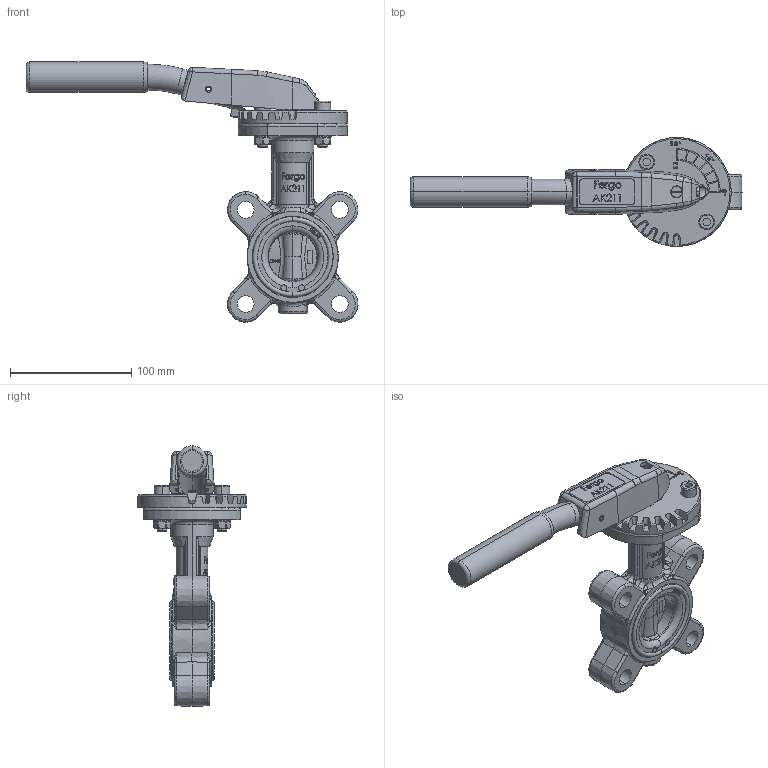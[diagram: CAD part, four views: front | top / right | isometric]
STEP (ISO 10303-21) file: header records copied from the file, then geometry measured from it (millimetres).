
FILE_DESCRIPTION (( 'STEP AP214' ), '1' );
FILE_NAME ('AK211-DN40-PN-10-16-Handhebel-Fergo.STEP', '2022-12-05T13:12:59', ( '' ), ( '' ), 'SwSTEP 2.0', 'SolidWorks 2022', '' );
FILE_SCHEMA (( 'AUTOMOTIVE_DESIGN' ));
Length unit declared in the file: millimetre
Products named in the file (1): AK211-DN40-PN-10-16-Handhebel-Fergo
Bounding box: 274.1 x 90 x 214.96 mm (x, y, z)
Volume: 457697.6 mm3; surface area: 133705.7 mm2
Topology: 2 solids, 2 shells, 1385 faces, 3751 edges, 2440 vertices
Faces by surface type: plane 690, cylinder 318, bspline 194, cone 86, torus 75, sphere 22
Entity records: 76997 total; most frequent: CARTESIAN_POINT 29547, ORIENTED_EDGE 7446, DIRECTION 5865, EDGE_CURVE 3723, VERTEX_POINT 2440, AXIS2_PLACEMENT_3D 2088, VECTOR 1689, LINE 1689
